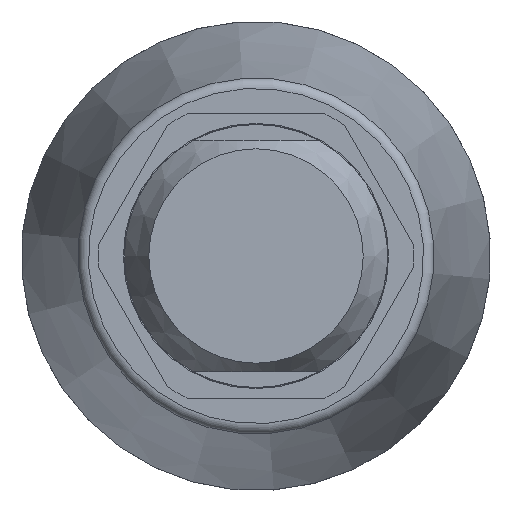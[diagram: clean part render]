
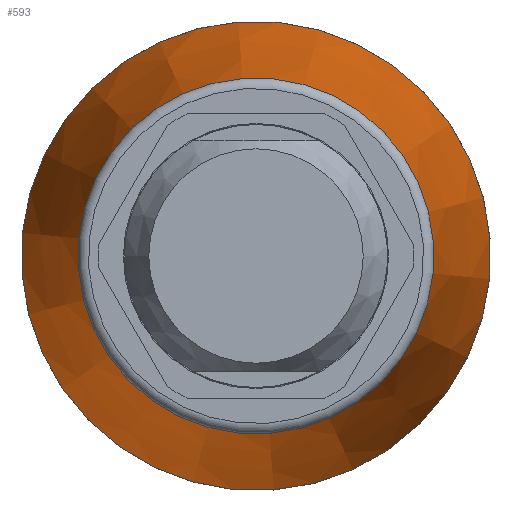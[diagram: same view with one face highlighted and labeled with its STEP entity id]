
A CAD part, front view. The second image highlights one B-rep face of the part: STEP entity #593.
In plain terms, the highlighted conical face has half-angle 10 degrees and reference radius 22.5 mm.
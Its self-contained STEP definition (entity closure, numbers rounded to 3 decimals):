
#143=ORIENTED_EDGE('',*,*,#286,.T.);
#144=ORIENTED_EDGE('',*,*,#287,.T.);
#286=EDGE_CURVE('',#358,#358,#414,.F.);
#287=EDGE_CURVE('',#359,#359,#415,.T.);
#358=VERTEX_POINT('',#1053);
#359=VERTEX_POINT('',#1055);
#414=CIRCLE('',#753,16.915);
#415=CIRCLE('',#754,22.293);
#455=EDGE_LOOP('',(#143));
#456=EDGE_LOOP('',(#144));
#523=FACE_BOUND('',#455,.T.);
#524=FACE_BOUND('',#456,.T.);
#587=CONICAL_SURFACE('',#752,22.5,0.175);
#593=ADVANCED_FACE('',(#523,#524),#587,.T.);
#752=AXIS2_PLACEMENT_3D('',#1051,#849,#850);
#753=AXIS2_PLACEMENT_3D('',#1052,#851,#852);
#754=AXIS2_PLACEMENT_3D('',#1054,#853,#854);
#849=DIRECTION('',(0.,-1.,0.));
#850=DIRECTION('',(0.,0.,-1.));
#851=DIRECTION('',(0.,1.,0.));
#852=DIRECTION('',(0.,0.,1.));
#853=DIRECTION('',(0.,1.,0.));
#854=DIRECTION('',(0.,0.,1.));
#1051=CARTESIAN_POINT('',(0.,-32.5,0.));
#1052=CARTESIAN_POINT('',(0.,-0.826,0.));
#1053=CARTESIAN_POINT('',(0.,-0.826,16.915));
#1054=CARTESIAN_POINT('',(0.,-31.326,0.));
#1055=CARTESIAN_POINT('',(0.,-31.326,22.293));
